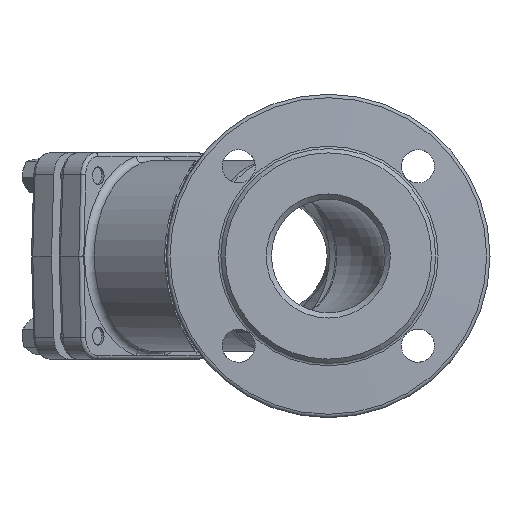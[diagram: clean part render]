
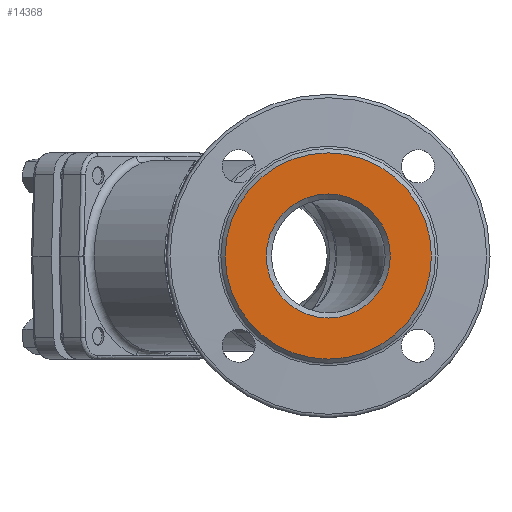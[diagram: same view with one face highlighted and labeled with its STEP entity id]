
A CAD part, left-side view. The second image highlights one B-rep face of the part: STEP entity #14368.
In plain terms, the highlighted planar face has unit normal (-1, 0, 0).
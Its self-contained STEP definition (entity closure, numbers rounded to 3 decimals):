
#389=PLANE('',#15270);
#615=FACE_BOUND('',#3026,.T.);
#920=CIRCLE('',#15160,35.5);
#944=CIRCLE('',#15204,59.);
#2003=FACE_OUTER_BOUND('',#3025,.T.);
#3025=EDGE_LOOP('',(#12051));
#3026=EDGE_LOOP('',(#12052));
#6624=VERTEX_POINT('',#30940);
#6671=VERTEX_POINT('',#32094);
#8442=EDGE_CURVE('',#6624,#6624,#920,.T.);
#8493=EDGE_CURVE('',#6671,#6671,#944,.T.);
#12051=ORIENTED_EDGE('',*,*,#8493,.T.);
#12052=ORIENTED_EDGE('',*,*,#8442,.T.);
#14368=ADVANCED_FACE('',(#2003,#615),#389,.T.);
#15160=AXIS2_PLACEMENT_3D('',#30941,#17219,#17220);
#15204=AXIS2_PLACEMENT_3D('',#32095,#17307,#17308);
#15270=AXIS2_PLACEMENT_3D('',#36424,#17450,#17451);
#17219=DIRECTION('center_axis',(1.,0.,0.));
#17220=DIRECTION('ref_axis',(0.,0.,1.));
#17307=DIRECTION('center_axis',(-1.,0.,0.));
#17308=DIRECTION('ref_axis',(0.,0.,1.));
#17450=DIRECTION('center_axis',(-1.,0.,0.));
#17451=DIRECTION('ref_axis',(0.,0.,1.));
#30940=CARTESIAN_POINT('',(0.,0.,35.5));
#30941=CARTESIAN_POINT('Origin',(0.,0.,0.));
#32094=CARTESIAN_POINT('',(0.,0.,-59.));
#32095=CARTESIAN_POINT('Origin',(0.,0.,0.));
#36424=CARTESIAN_POINT('Origin',(0.,0.,0.));
